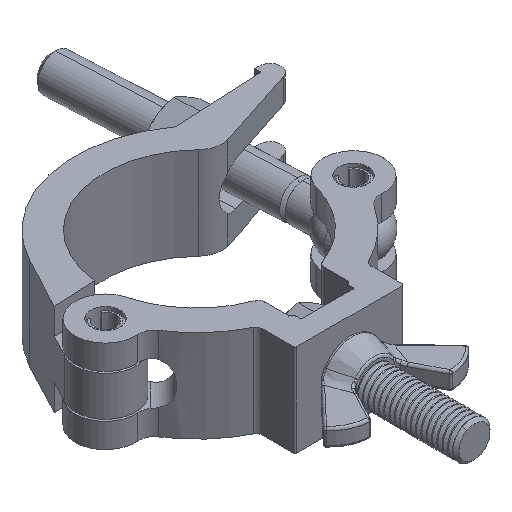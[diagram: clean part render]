
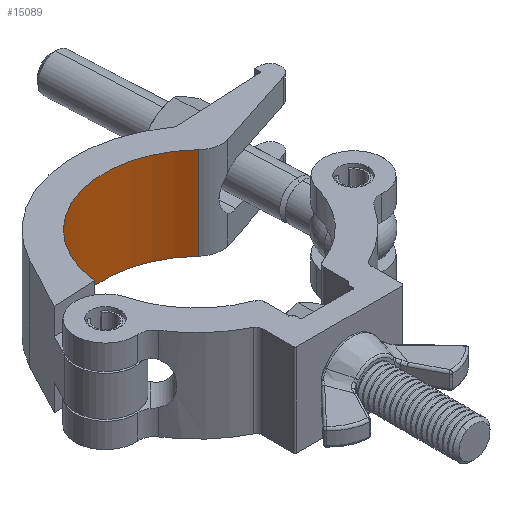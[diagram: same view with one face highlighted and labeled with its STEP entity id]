
A CAD part, isometric view. The second image highlights one B-rep face of the part: STEP entity #15089.
In plain terms, the highlighted cylindrical face has radius 31.85 mm (diameter 63.7 mm), a partial arc.
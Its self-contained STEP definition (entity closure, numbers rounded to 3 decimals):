
#115 = CARTESIAN_POINT ( 'NONE',  ( 6.45, 7.226, -40.968 ) ) ;
#602 = LINE ( 'NONE', #10618, #10409 ) ;
#843 = EDGE_CURVE ( 'NONE', #10949, #1242, #15935, .T. ) ;
#986 = VERTEX_POINT ( 'NONE', #12259 ) ;
#1008 = EDGE_CURVE ( 'NONE', #986, #10949, #1982, .T. ) ;
#1242 = VERTEX_POINT ( 'NONE', #10255 ) ;
#1391 = CARTESIAN_POINT ( 'NONE',  ( -14.95, 7.226, -40.968 ) ) ;
#1652 = EDGE_CURVE ( 'NONE', #4968, #10517, #2464, .T. ) ;
#1764 = AXIS2_PLACEMENT_3D ( 'NONE', #10612, #6760, #5606 ) ;
#1950 = AXIS2_PLACEMENT_3D ( 'NONE', #1391, #9003, #15234 ) ;
#1982 = LINE ( 'NONE', #13414, #7480 ) ;
#2464 = LINE ( 'NONE', #10786, #12680 ) ;
#3709 = CARTESIAN_POINT ( 'NONE',  ( 14.95, 11.95, -9.47 ) ) ;
#3713 = CARTESIAN_POINT ( 'NONE',  ( -6.45, 11.95, -9.47 ) ) ;
#3878 = ORIENTED_EDGE ( 'NONE', *, *, #843, .F. ) ;
#4061 = ORIENTED_EDGE ( 'NONE', *, *, #11974, .T. ) ;
#4165 = CYLINDRICAL_SURFACE ( 'NONE', #13906, 31.85 ) ;
#4791 = ORIENTED_EDGE ( 'NONE', *, *, #11894, .F. ) ;
#4968 = VERTEX_POINT ( 'NONE', #9590 ) ;
#5165 = EDGE_CURVE ( 'NONE', #1242, #9235, #602, .T. ) ;
#5204 = CIRCLE ( 'NONE', #7169, 31.85 ) ;
#5290 = CIRCLE ( 'NONE', #1950, 31.85 ) ;
#5606 = DIRECTION ( 'NONE',  ( 0., 0., -1. ) ) ;
#6024 = CARTESIAN_POINT ( 'NONE',  ( -6.45, 11.95, -9.47 ) ) ;
#6047 = DIRECTION ( 'NONE',  ( 1., 0., 0. ) ) ;
#6136 = CARTESIAN_POINT ( 'NONE',  ( -6.45, 7.226, -9.118 ) ) ;
#6189 = DIRECTION ( 'NONE',  ( 0., 0., -1. ) ) ;
#6356 = EDGE_CURVE ( 'NONE', #11898, #9235, #5290, .T. ) ;
#6367 = ORIENTED_EDGE ( 'NONE', *, *, #5165, .F. ) ;
#6549 = VERTEX_POINT ( 'NONE', #6024 ) ;
#6760 = DIRECTION ( 'NONE',  ( -1., 0., 0. ) ) ;
#6826 = ORIENTED_EDGE ( 'NONE', *, *, #1008, .F. ) ;
#7081 = EDGE_LOOP ( 'NONE', ( #4791, #8290, #16011, #4061, #14888, #6367, #3878, #6826 ) ) ;
#7147 = AXIS2_PLACEMENT_3D ( 'NONE', #16225, #6047, #14867 ) ;
#7169 = AXIS2_PLACEMENT_3D ( 'NONE', #115, #7655, #6189 ) ;
#7480 = VECTOR ( 'NONE', #10774, 1000. ) ;
#7501 = DIRECTION ( 'NONE',  ( -1., 0., 0. ) ) ;
#7655 = DIRECTION ( 'NONE',  ( -1., 0., 0. ) ) ;
#7741 = LINE ( 'NONE', #3713, #8925 ) ;
#8290 = ORIENTED_EDGE ( 'NONE', *, *, #1652, .T. ) ;
#8684 = FACE_OUTER_BOUND ( 'NONE', #7081, .T. ) ;
#8925 = VECTOR ( 'NONE', #7501, 1000. ) ;
#9003 = DIRECTION ( 'NONE',  ( -1., 0., 0. ) ) ;
#9235 = VERTEX_POINT ( 'NONE', #13563 ) ;
#9590 = CARTESIAN_POINT ( 'NONE',  ( 6.45, 7.226, -9.118 ) ) ;
#10255 = CARTESIAN_POINT ( 'NONE',  ( 14.95, 29.26, -63.965 ) ) ;
#10409 = VECTOR ( 'NONE', #11884, 1000. ) ;
#10517 = VERTEX_POINT ( 'NONE', #6136 ) ;
#10612 = CARTESIAN_POINT ( 'NONE',  ( 14.95, 7.226, -40.968 ) ) ;
#10618 = CARTESIAN_POINT ( 'NONE',  ( 14.95, 29.26, -63.965 ) ) ;
#10774 = DIRECTION ( 'NONE',  ( 1., 0., 0. ) ) ;
#10786 = CARTESIAN_POINT ( 'NONE',  ( 14.95, 7.226, -9.118 ) ) ;
#10949 = VERTEX_POINT ( 'NONE', #3709 ) ;
#11884 = DIRECTION ( 'NONE',  ( -1., 0., 0. ) ) ;
#11894 = EDGE_CURVE ( 'NONE', #4968, #986, #5204, .T. ) ;
#11898 = VERTEX_POINT ( 'NONE', #12671 ) ;
#11943 = DIRECTION ( 'NONE',  ( -1., 0., 0. ) ) ;
#11974 = EDGE_CURVE ( 'NONE', #6549, #11898, #7741, .T. ) ;
#12259 = CARTESIAN_POINT ( 'NONE',  ( 6.45, 11.95, -9.47 ) ) ;
#12320 = CARTESIAN_POINT ( 'NONE',  ( 14.95, 7.226, -40.968 ) ) ;
#12671 = CARTESIAN_POINT ( 'NONE',  ( -14.95, 11.95, -9.47 ) ) ;
#12680 = VECTOR ( 'NONE', #11943, 1000. ) ;
#13414 = CARTESIAN_POINT ( 'NONE',  ( 6.45, 11.95, -9.47 ) ) ;
#13536 = DIRECTION ( 'NONE',  ( 0., 0., 1. ) ) ;
#13563 = CARTESIAN_POINT ( 'NONE',  ( -14.95, 29.26, -63.965 ) ) ;
#13906 = AXIS2_PLACEMENT_3D ( 'NONE', #12320, #14805, #13536 ) ;
#14805 = DIRECTION ( 'NONE',  ( -1., 0., 0. ) ) ;
#14867 = DIRECTION ( 'NONE',  ( 0., 0., 1. ) ) ;
#14888 = ORIENTED_EDGE ( 'NONE', *, *, #6356, .T. ) ;
#15004 = CIRCLE ( 'NONE', #7147, 31.85 ) ;
#15089 = ADVANCED_FACE ( 'NONE', ( #8684 ), #4165, .F. ) ;
#15113 = EDGE_CURVE ( 'NONE', #6549, #10517, #15004, .T. ) ;
#15234 = DIRECTION ( 'NONE',  ( 0., 0., -1. ) ) ;
#15935 = CIRCLE ( 'NONE', #1764, 31.85 ) ;
#16011 = ORIENTED_EDGE ( 'NONE', *, *, #15113, .F. ) ;
#16225 = CARTESIAN_POINT ( 'NONE',  ( -6.45, 7.226, -40.968 ) ) ;
